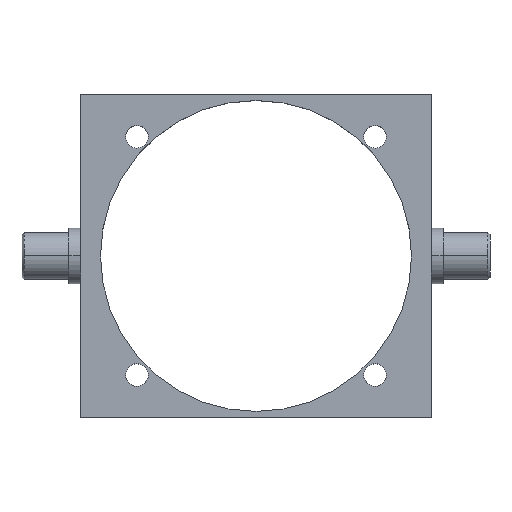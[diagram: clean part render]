
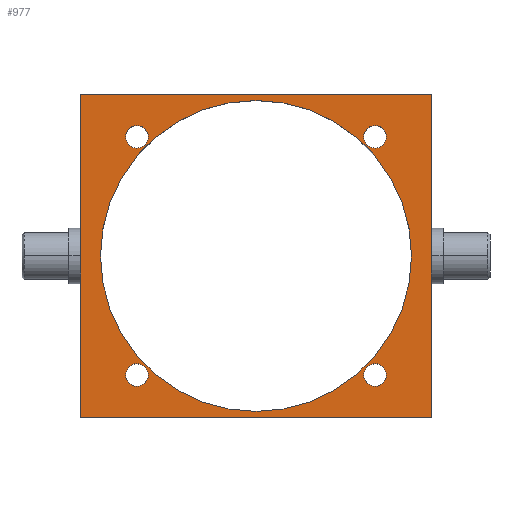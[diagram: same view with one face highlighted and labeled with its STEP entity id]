
A CAD part, top view. The second image highlights one B-rep face of the part: STEP entity #977.
In plain terms, the highlighted planar face has unit normal (0, 0, 1).
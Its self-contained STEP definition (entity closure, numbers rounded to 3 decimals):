
#44 = ORIENTED_EDGE ( 'NONE', *, *, #1595, .F. ) ;
#47 = ORIENTED_EDGE ( 'NONE', *, *, #1415, .F. ) ;
#52 = ORIENTED_EDGE ( 'NONE', *, *, #1453, .F. ) ;
#60 = ORIENTED_EDGE ( 'NONE', *, *, #1583, .F. ) ;
#97 = ORIENTED_EDGE ( 'NONE', *, *, #1417, .F. ) ;
#223 = CARTESIAN_POINT ( 'NONE',  ( -127.3, 127.3, 30. ) ) ;
#228 = DIRECTION ( 'NONE',  ( 0., 0., 1. ) ) ;
#239 = DIRECTION ( 'NONE',  ( 1., 0., 0. ) ) ;
#345 = CARTESIAN_POINT ( 'NONE',  ( -187.5, 172.5, 30. ) ) ;
#347 = CARTESIAN_POINT ( 'NONE',  ( 115.175, -127.3, 30. ) ) ;
#355 = CARTESIAN_POINT ( 'NONE',  ( 139.425, 127.3, 30. ) ) ;
#356 = CARTESIAN_POINT ( 'NONE',  ( -115.175, -127.3, 30. ) ) ;
#377 = CARTESIAN_POINT ( 'NONE',  ( 139.425, -127.3, 30. ) ) ;
#391 = CARTESIAN_POINT ( 'NONE',  ( -139.425, 127.3, 30. ) ) ;
#408 = CARTESIAN_POINT ( 'NONE',  ( -115.175, 127.3, 30. ) ) ;
#413 = CARTESIAN_POINT ( 'NONE',  ( 187.5, 172.5, 30. ) ) ;
#415 = CARTESIAN_POINT ( 'NONE',  ( 115.175, 127.3, 30. ) ) ;
#420 = CARTESIAN_POINT ( 'NONE',  ( -166.1, 0., 30. ) ) ;
#427 = CARTESIAN_POINT ( 'NONE',  ( -187.5, -172.5, 30. ) ) ;
#428 = CARTESIAN_POINT ( 'NONE',  ( 187.5, -172.5, 30. ) ) ;
#429 = CARTESIAN_POINT ( 'NONE',  ( 166.1, 0., 30. ) ) ;
#436 = CARTESIAN_POINT ( 'NONE',  ( -139.425, -127.3, 30. ) ) ;
#478 = CARTESIAN_POINT ( 'NONE',  ( -127.3, -127.3, 30. ) ) ;
#479 = DIRECTION ( 'NONE',  ( 0., 0., 1. ) ) ;
#480 = DIRECTION ( 'NONE',  ( 1., 0., 0. ) ) ;
#485 = CARTESIAN_POINT ( 'NONE',  ( 127.3, -127.3, 30. ) ) ;
#486 = DIRECTION ( 'NONE',  ( 0., 0., 1. ) ) ;
#487 = DIRECTION ( 'NONE',  ( 1., 0., 0. ) ) ;
#890 = DIRECTION ( 'NONE',  ( 1., 0., 0. ) ) ;
#891 = CARTESIAN_POINT ( 'NONE',  ( 127.3, 127.3, 30. ) ) ;
#930 = DIRECTION ( 'NONE',  ( 0., 0., 1. ) ) ;
#977 = ADVANCED_FACE ( 'NONE', ( #2268, #2134, #2184, #2141, #2078, #2130 ), #1276, .T. ) ;
#1011 = CARTESIAN_POINT ( 'NONE',  ( -127.3, -127.3, 30. ) ) ;
#1012 = CARTESIAN_POINT ( 'NONE',  ( 0., 0., 30. ) ) ;
#1014 = DIRECTION ( 'NONE',  ( 0., 0., 1. ) ) ;
#1015 = DIRECTION ( 'NONE',  ( 1., 0., 0. ) ) ;
#1020 = DIRECTION ( 'NONE',  ( 0., 0., 1. ) ) ;
#1021 = DIRECTION ( 'NONE',  ( 1., 0., 0. ) ) ;
#1041 = DIRECTION ( 'NONE',  ( 0., 0., 1. ) ) ;
#1046 = CARTESIAN_POINT ( 'NONE',  ( 127.3, 127.3, 30. ) ) ;
#1051 = CARTESIAN_POINT ( 'NONE',  ( 0., 0., 30. ) ) ;
#1056 = DIRECTION ( 'NONE',  ( 0., 0., 1. ) ) ;
#1057 = DIRECTION ( 'NONE',  ( 1., 0., 0. ) ) ;
#1058 = CARTESIAN_POINT ( 'NONE',  ( -187.5, 172.5, 30. ) ) ;
#1059 = DIRECTION ( 'NONE',  ( -1., 0., 0. ) ) ;
#1060 = CARTESIAN_POINT ( 'NONE',  ( 187.5, 172.5, 30. ) ) ;
#1061 = CARTESIAN_POINT ( 'NONE',  ( 127.3, -127.3, 30. ) ) ;
#1065 = DIRECTION ( 'NONE',  ( 0., 0., 1. ) ) ;
#1066 = DIRECTION ( 'NONE',  ( 1., 0., 0. ) ) ;
#1085 = DIRECTION ( 'NONE',  ( 0., 0., 1. ) ) ;
#1086 = DIRECTION ( 'NONE',  ( 1., 0., 0. ) ) ;
#1091 = CARTESIAN_POINT ( 'NONE',  ( -127.3, 127.3, 30. ) ) ;
#1097 = CARTESIAN_POINT ( 'NONE',  ( -187.5, 172.5, 30. ) ) ;
#1102 = DIRECTION ( 'NONE',  ( 0., -1., 0. ) ) ;
#1111 = DIRECTION ( 'NONE',  ( 1., 0., 0. ) ) ;
#1112 = CARTESIAN_POINT ( 'NONE',  ( -187.5, -172.5, 30. ) ) ;
#1116 = DIRECTION ( 'NONE',  ( 1., 0., 0. ) ) ;
#1129 = DIRECTION ( 'NONE',  ( 0., 1., 0. ) ) ;
#1142 = VERTEX_POINT ( 'NONE', #347 ) ;
#1143 = VERTEX_POINT ( 'NONE', #356 ) ;
#1148 = VERTEX_POINT ( 'NONE', #355 ) ;
#1209 = VERTEX_POINT ( 'NONE', #345 ) ;
#1230 = VERTEX_POINT ( 'NONE', #377 ) ;
#1242 = VERTEX_POINT ( 'NONE', #391 ) ;
#1275 = CARTESIAN_POINT ( 'NONE',  ( 187.5, -172.5, 30. ) ) ;
#1276 = PLANE ( 'NONE',  #1372 ) ;
#1278 = DIRECTION ( 'NONE',  ( 0., 0., 1. ) ) ;
#1279 = DIRECTION ( 'NONE',  ( 1., 0., 0. ) ) ;
#1293 = VERTEX_POINT ( 'NONE', #408 ) ;
#1299 = VERTEX_POINT ( 'NONE', #413 ) ;
#1300 = VERTEX_POINT ( 'NONE', #415 ) ;
#1303 = VERTEX_POINT ( 'NONE', #420 ) ;
#1312 = VERTEX_POINT ( 'NONE', #427 ) ;
#1314 = VERTEX_POINT ( 'NONE', #428 ) ;
#1315 = VERTEX_POINT ( 'NONE', #429 ) ;
#1322 = VERTEX_POINT ( 'NONE', #436 ) ;
#1338 = AXIS2_PLACEMENT_3D ( 'NONE', #485, #486, #487 ) ;
#1367 = AXIS2_PLACEMENT_3D ( 'NONE', #1091, #1014, #1015 ) ;
#1372 = AXIS2_PLACEMENT_3D ( 'NONE', #1275, #1278, #1279 ) ;
#1381 = AXIS2_PLACEMENT_3D ( 'NONE', #1046, #1056, #1057 ) ;
#1394 = AXIS2_PLACEMENT_3D ( 'NONE', #1051, #1065, #1066 ) ;
#1395 = AXIS2_PLACEMENT_3D ( 'NONE', #1011, #1085, #1086 ) ;
#1396 = AXIS2_PLACEMENT_3D ( 'NONE', #1061, #1041, #1116 ) ;
#1415 = EDGE_CURVE ( 'NONE', #1322, #1143, #2465, .T. ) ;
#1417 = EDGE_CURVE ( 'NONE', #1142, #1230, #2463, .T. ) ;
#1446 = EDGE_CURVE ( 'NONE', #1242, #1293, #2564, .T. ) ;
#1453 = EDGE_CURVE ( 'NONE', #1300, #1148, #2416, .T. ) ;
#1516 = EDGE_CURVE ( 'NONE', #1209, #1312, #2026, .T. ) ;
#1519 = EDGE_CURVE ( 'NONE', #1293, #1242, #2478, .T. ) ;
#1522 = EDGE_CURVE ( 'NONE', #1303, #1315, #2499, .T. ) ;
#1525 = AXIS2_PLACEMENT_3D ( 'NONE', #891, #228, #239 ) ;
#1530 = AXIS2_PLACEMENT_3D ( 'NONE', #223, #930, #890 ) ;
#1542 = AXIS2_PLACEMENT_3D ( 'NONE', #478, #479, #480 ) ;
#1555 = AXIS2_PLACEMENT_3D ( 'NONE', #1012, #1020, #1021 ) ;
#1580 = EDGE_CURVE ( 'NONE', #1148, #1300, #2228, .T. ) ;
#1581 = EDGE_CURVE ( 'NONE', #1299, #1209, #2207, .T. ) ;
#1583 = EDGE_CURVE ( 'NONE', #1315, #1303, #2222, .T. ) ;
#1592 = EDGE_CURVE ( 'NONE', #1230, #1142, #2528, .T. ) ;
#1593 = EDGE_CURVE ( 'NONE', #1314, #1299, #2211, .T. ) ;
#1594 = EDGE_CURVE ( 'NONE', #1312, #1314, #2535, .T. ) ;
#1595 = EDGE_CURVE ( 'NONE', #1143, #1322, #2257, .T. ) ;
#2026 = LINE ( 'NONE', #1097, #2277 ) ;
#2036 = EDGE_LOOP ( 'NONE', ( #44, #47 ) ) ;
#2078 = FACE_OUTER_BOUND ( 'NONE', #2235, .T. ) ;
#2130 = FACE_BOUND ( 'NONE', #2431, .T. ) ;
#2134 = FACE_BOUND ( 'NONE', #2263, .T. ) ;
#2141 = FACE_BOUND ( 'NONE', #2236, .T. ) ;
#2146 = ORIENTED_EDGE ( 'NONE', *, *, #1592, .F. ) ;
#2180 = ORIENTED_EDGE ( 'NONE', *, *, #1516, .T. ) ;
#2184 = FACE_BOUND ( 'NONE', #2232, .T. ) ;
#2197 = ORIENTED_EDGE ( 'NONE', *, *, #1522, .F. ) ;
#2207 = LINE ( 'NONE', #1058, #2230 ) ;
#2211 = LINE ( 'NONE', #1060, #2223 ) ;
#2222 = CIRCLE ( 'NONE', #1394, 166.1 ) ;
#2223 = VECTOR ( 'NONE', #1129, 1000. ) ;
#2228 = CIRCLE ( 'NONE', #1381, 12.125 ) ;
#2230 = VECTOR ( 'NONE', #1059, 1000. ) ;
#2232 = EDGE_LOOP ( 'NONE', ( #2376, #52 ) ) ;
#2235 = EDGE_LOOP ( 'NONE', ( #2351, #2348, #2180, #2572 ) ) ;
#2236 = EDGE_LOOP ( 'NONE', ( #2241, #2332 ) ) ;
#2241 = ORIENTED_EDGE ( 'NONE', *, *, #1519, .F. ) ;
#2257 = CIRCLE ( 'NONE', #1395, 12.125 ) ;
#2263 = EDGE_LOOP ( 'NONE', ( #2146, #97 ) ) ;
#2268 = FACE_BOUND ( 'NONE', #2036, .T. ) ;
#2277 = VECTOR ( 'NONE', #1102, 1000. ) ;
#2332 = ORIENTED_EDGE ( 'NONE', *, *, #1446, .F. ) ;
#2348 = ORIENTED_EDGE ( 'NONE', *, *, #1581, .T. ) ;
#2351 = ORIENTED_EDGE ( 'NONE', *, *, #1593, .T. ) ;
#2376 = ORIENTED_EDGE ( 'NONE', *, *, #1580, .F. ) ;
#2416 = CIRCLE ( 'NONE', #1525, 12.125 ) ;
#2431 = EDGE_LOOP ( 'NONE', ( #2197, #60 ) ) ;
#2463 = CIRCLE ( 'NONE', #1338, 12.125 ) ;
#2465 = CIRCLE ( 'NONE', #1542, 12.125 ) ;
#2478 = CIRCLE ( 'NONE', #1367, 12.125 ) ;
#2499 = CIRCLE ( 'NONE', #1555, 166.1 ) ;
#2528 = CIRCLE ( 'NONE', #1396, 12.125 ) ;
#2535 = LINE ( 'NONE', #1112, #2536 ) ;
#2536 = VECTOR ( 'NONE', #1111, 1000. ) ;
#2564 = CIRCLE ( 'NONE', #1530, 12.125 ) ;
#2572 = ORIENTED_EDGE ( 'NONE', *, *, #1594, .T. ) ;
